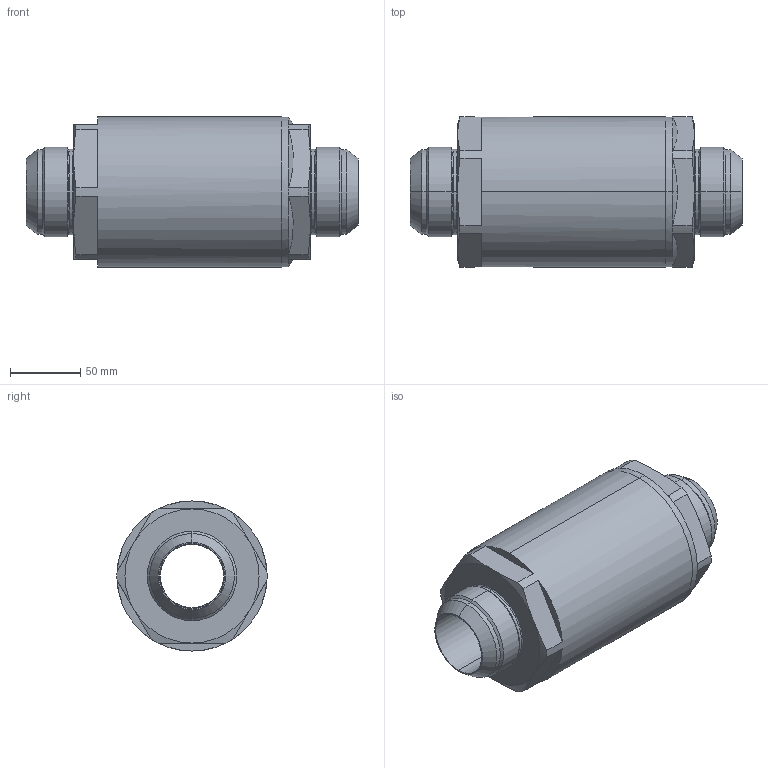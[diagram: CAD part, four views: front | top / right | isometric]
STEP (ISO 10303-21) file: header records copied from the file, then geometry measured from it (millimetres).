
FILE_DESCRIPTION (( 'STEP AP203' ), '1' );
FILE_NAME ('09011032 AS4395.STEP', '2015-10-15T20:38:48', ( '' ), ( '' ), 'SwSTEP 2.0', 'SolidWorks 2015', '' );
FILE_SCHEMA (( 'CONFIG_CONTROL_DESIGN' ));
Length unit declared in the file: inch
Products named in the file (1): 09011032 AS4395
Bounding box: 235.86 x 106.68 x 106.68 mm (x, y, z)
Volume: 1269702.3 mm3; surface area: 115856.3 mm2
Topology: 1 solids, 1 shells, 98 faces, 232 edges, 139 vertices
Faces by surface type: cone 41, cylinder 26, plane 23, torus 8
Entity records: 3054 total; most frequent: CARTESIAN_POINT 717, DIRECTION 497, ORIENTED_EDGE 464, EDGE_CURVE 232, AXIS2_PLACEMENT_3D 209, VERTEX_POINT 139, CIRCLE 110, EDGE_LOOP 103
